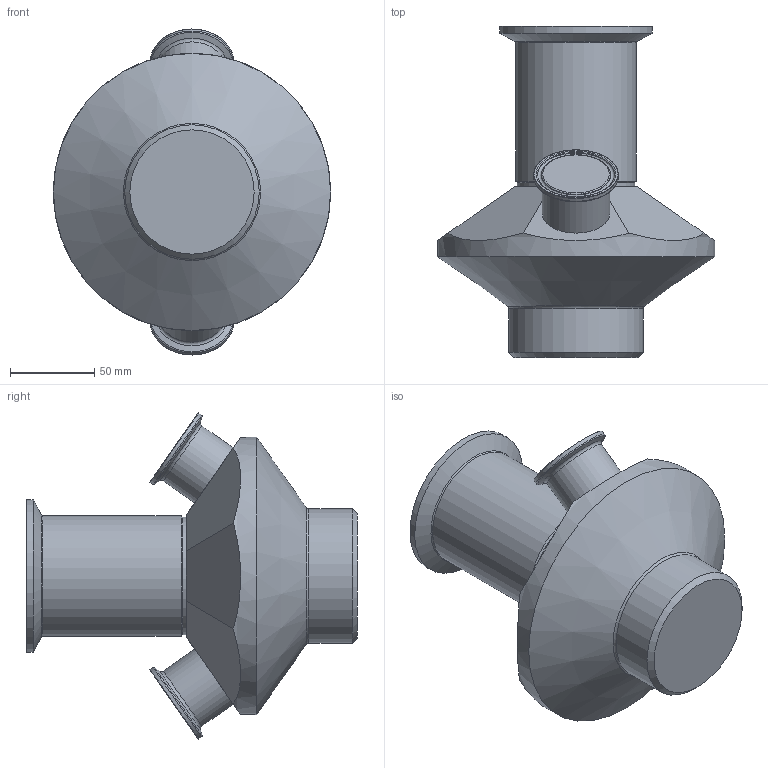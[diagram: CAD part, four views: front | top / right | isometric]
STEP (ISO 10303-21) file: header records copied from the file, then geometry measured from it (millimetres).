
FILE_DESCRIPTION(/* description */ (''),/* implementation_level */ '2;1');
FILE_NAME(/* name */ '870001.stp',/* time_stamp */ '2022-02-01T09:15:13+01:00',/* author */ ('rasmus'),/* organization */ (''),/* preprocessor_version */ 'ST-DEVELOPER v18.1',/* originating_system */ 'Autodesk Inventor 2022',/* authorisation */ '');
FILE_SCHEMA (('AUTOMOTIVE_DESIGN { 1 0 10303 214 3 1 1 }'));
Length unit declared in the file: millimetre
Products named in the file (2): 870001; 870001_Simplify_2
Assembly tree (1 placements, depth 2):
  870001
    870001_Simplify_2
Bounding box: 165 x 197 x 194.11 mm (x, y, z)
Volume: 1634500.6 mm3; surface area: 111245.9 mm2
Topology: 2 solids, 2 shells, 59 faces, 137 edges, 88 vertices
Faces by surface type: plane 18, torus 16, cylinder 13, cone 12
Full cylindrical faces by diameter (mm): 40 x2, 50.4 x2, 63 x1, 63.5 x1, 65 x1, 70 x1, 72 x1, 80 x1, 87.2 x1, 91 x1, 165 x1
Entity records: 1789 total; most frequent: DIRECTION 357, CARTESIAN_POINT 287, ORIENTED_EDGE 274, AXIS2_PLACEMENT_3D 158, EDGE_CURVE 137, VERTEX_POINT 88, CIRCLE 87, EDGE_LOOP 65
